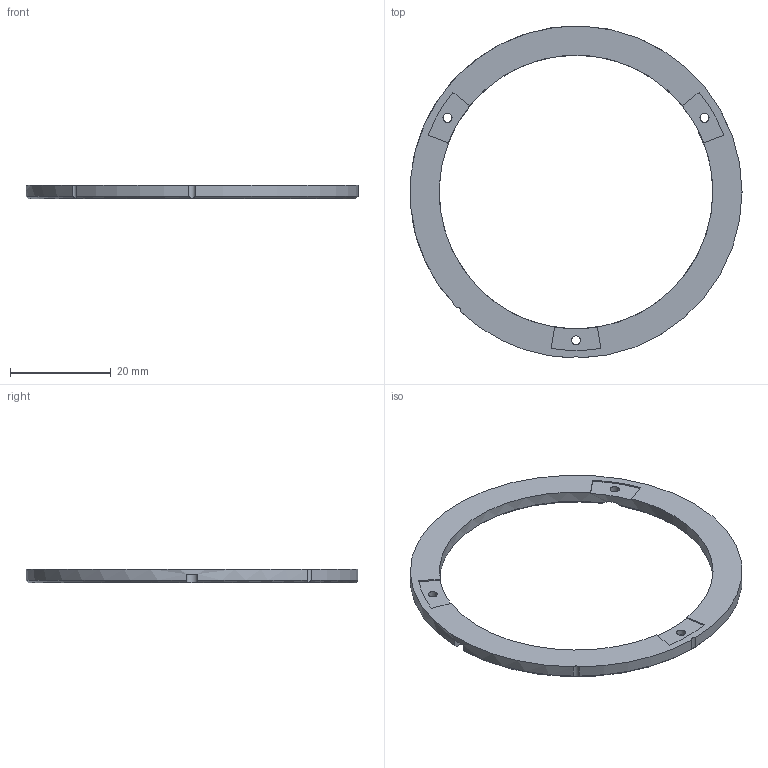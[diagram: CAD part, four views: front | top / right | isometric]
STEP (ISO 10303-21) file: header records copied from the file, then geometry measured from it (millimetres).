
FILE_DESCRIPTION(('HOOPS Exchange Step'),'2;1');
FILE_NAME('temp_export','2023-06-13T19:31:59-04:00',('gmoua'),('Shapr3D Limited'),'HOOPS Exchange 2022.2','Shapr3D','Authorized');
FILE_SCHEMA( ('AUTOMOTIVE_DESIGN { 1 0 10303 214 1 1 1 1 }') );
Length unit declared in the file: millimetre
Products named in the file (1): RF Mount Cap
Bounding box: 66 x 65.99 x 2.75 mm (x, y, z)
Volume: 2852.5 mm3; surface area: 3166.2 mm2
Topology: 1 solids, 1 shells, 42 faces, 125 edges, 85 vertices
Faces by surface type: plane 17, cylinder 13, cone 9, bspline 3
Full cylindrical faces by diameter (mm): 1.8 x3, 54.4 x1
Entity records: 1820 total; most frequent: CARTESIAN_POINT 613, ORIENTED_EDGE 250, DIRECTION 238, EDGE_CURVE 125, AXIS2_PLACEMENT_3D 96, VERTEX_POINT 85, CIRCLE 56, EDGE_LOOP 50
